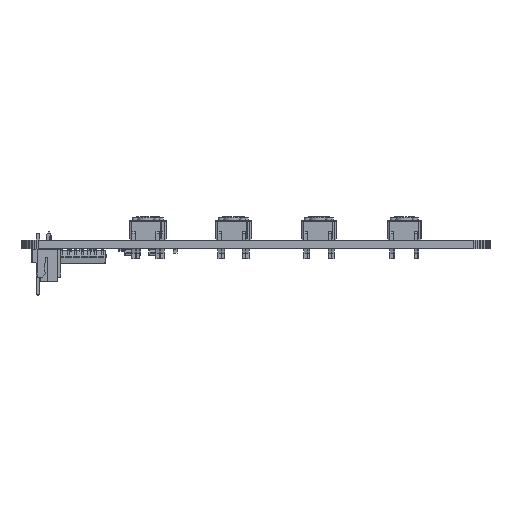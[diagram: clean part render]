
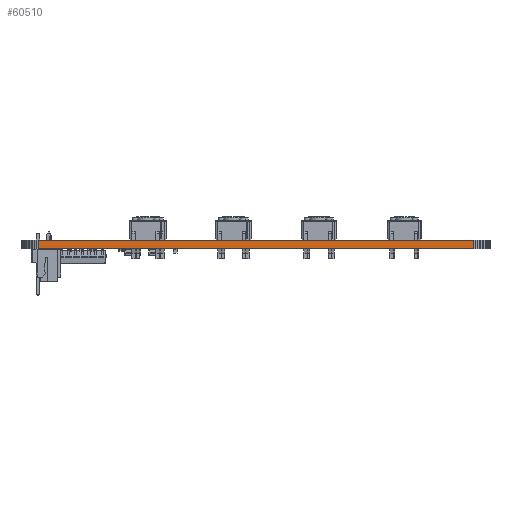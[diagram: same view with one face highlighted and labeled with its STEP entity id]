
A CAD part, left-side view. The second image highlights one B-rep face of the part: STEP entity #60510.
In plain terms, the highlighted planar face has unit normal (-1, 0, 0).
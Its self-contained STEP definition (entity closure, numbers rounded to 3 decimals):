
#51378 = PLANE('',#51379);
#51379 = AXIS2_PLACEMENT_3D('',#51380,#51381,#51382);
#51380 = CARTESIAN_POINT('',(136.5,-102.5,1.6));
#51381 = DIRECTION('',(-0.,-0.,-1.));
#51382 = DIRECTION('',(-1.,0.,0.));
#51432 = PLANE('',#51433);
#51433 = AXIS2_PLACEMENT_3D('',#51434,#51435,#51436);
#51434 = CARTESIAN_POINT('',(136.5,-102.5,0.));
#51435 = DIRECTION('',(-0.,-0.,-1.));
#51436 = DIRECTION('',(-1.,0.,0.));
#52717 = VERTEX_POINT('',#52718);
#52718 = CARTESIAN_POINT('',(88.,-143.,0.));
#52732 = PLANE('',#52733);
#52733 = AXIS2_PLACEMENT_3D('',#52734,#52735,#52736);
#52734 = CARTESIAN_POINT('',(88.019,-143.336,0.));
#52735 = DIRECTION('',(-0.998,-0.056,0.));
#52736 = DIRECTION('',(-0.056,0.998,0.));
#52744 = EDGE_CURVE('',#52717,#52745,#52747,.T.);
#52745 = VERTEX_POINT('',#52746);
#52746 = CARTESIAN_POINT('',(88.,-62.,0.));
#52747 = SURFACE_CURVE('',#52748,(#52752,#52759),.PCURVE_S1.);
#52748 = LINE('',#52749,#52750);
#52749 = CARTESIAN_POINT('',(88.,-143.,0.));
#52750 = VECTOR('',#52751,1.);
#52751 = DIRECTION('',(0.,1.,0.));
#52752 = PCURVE('',#51432,#52753);
#52753 = DEFINITIONAL_REPRESENTATION('',(#52754),#52758);
#52754 = LINE('',#52755,#52756);
#52755 = CARTESIAN_POINT('',(48.5,-40.5));
#52756 = VECTOR('',#52757,1.);
#52757 = DIRECTION('',(0.,1.));
#52758 = ( GEOMETRIC_REPRESENTATION_CONTEXT(2) 
PARAMETRIC_REPRESENTATION_CONTEXT() REPRESENTATION_CONTEXT('2D SPACE',''
  ) );
#52759 = PCURVE('',#52760,#52765);
#52760 = PLANE('',#52761);
#52761 = AXIS2_PLACEMENT_3D('',#52762,#52763,#52764);
#52762 = CARTESIAN_POINT('',(88.,-143.,0.));
#52763 = DIRECTION('',(-1.,0.,0.));
#52764 = DIRECTION('',(0.,1.,0.));
#52765 = DEFINITIONAL_REPRESENTATION('',(#52766),#52770);
#52766 = LINE('',#52767,#52768);
#52767 = CARTESIAN_POINT('',(0.,0.));
#52768 = VECTOR('',#52769,1.);
#52769 = DIRECTION('',(1.,0.));
#52770 = ( GEOMETRIC_REPRESENTATION_CONTEXT(2) 
PARAMETRIC_REPRESENTATION_CONTEXT() REPRESENTATION_CONTEXT('2D SPACE',''
  ) );
#52788 = PLANE('',#52789);
#52789 = AXIS2_PLACEMENT_3D('',#52790,#52791,#52792);
#52790 = CARTESIAN_POINT('',(88.,-62.,0.));
#52791 = DIRECTION('',(-0.998,0.056,0.));
#52792 = DIRECTION('',(0.056,0.998,0.));
#56912 = VERTEX_POINT('',#56913);
#56913 = CARTESIAN_POINT('',(88.,-143.,1.6));
#56934 = EDGE_CURVE('',#56912,#56935,#56937,.T.);
#56935 = VERTEX_POINT('',#56936);
#56936 = CARTESIAN_POINT('',(88.,-62.,1.6));
#56937 = SURFACE_CURVE('',#56938,(#56942,#56949),.PCURVE_S1.);
#56938 = LINE('',#56939,#56940);
#56939 = CARTESIAN_POINT('',(88.,-143.,1.6));
#56940 = VECTOR('',#56941,1.);
#56941 = DIRECTION('',(0.,1.,0.));
#56942 = PCURVE('',#51378,#56943);
#56943 = DEFINITIONAL_REPRESENTATION('',(#56944),#56948);
#56944 = LINE('',#56945,#56946);
#56945 = CARTESIAN_POINT('',(48.5,-40.5));
#56946 = VECTOR('',#56947,1.);
#56947 = DIRECTION('',(0.,1.));
#56948 = ( GEOMETRIC_REPRESENTATION_CONTEXT(2) 
PARAMETRIC_REPRESENTATION_CONTEXT() REPRESENTATION_CONTEXT('2D SPACE',''
  ) );
#56949 = PCURVE('',#52760,#56950);
#56950 = DEFINITIONAL_REPRESENTATION('',(#56951),#56955);
#56951 = LINE('',#56952,#56953);
#56952 = CARTESIAN_POINT('',(0.,-1.6));
#56953 = VECTOR('',#56954,1.);
#56954 = DIRECTION('',(1.,0.));
#56955 = ( GEOMETRIC_REPRESENTATION_CONTEXT(2) 
PARAMETRIC_REPRESENTATION_CONTEXT() REPRESENTATION_CONTEXT('2D SPACE',''
  ) );
#60460 = EDGE_CURVE('',#52745,#56935,#60461,.T.);
#60461 = SURFACE_CURVE('',#60462,(#60466,#60473),.PCURVE_S1.);
#60462 = LINE('',#60463,#60464);
#60463 = CARTESIAN_POINT('',(88.,-62.,0.));
#60464 = VECTOR('',#60465,1.);
#60465 = DIRECTION('',(0.,0.,1.));
#60466 = PCURVE('',#52788,#60467);
#60467 = DEFINITIONAL_REPRESENTATION('',(#60468),#60472);
#60468 = LINE('',#60469,#60470);
#60469 = CARTESIAN_POINT('',(0.,0.));
#60470 = VECTOR('',#60471,1.);
#60471 = DIRECTION('',(0.,-1.));
#60472 = ( GEOMETRIC_REPRESENTATION_CONTEXT(2) 
PARAMETRIC_REPRESENTATION_CONTEXT() REPRESENTATION_CONTEXT('2D SPACE',''
  ) );
#60473 = PCURVE('',#52760,#60474);
#60474 = DEFINITIONAL_REPRESENTATION('',(#60475),#60479);
#60475 = LINE('',#60476,#60477);
#60476 = CARTESIAN_POINT('',(81.,0.));
#60477 = VECTOR('',#60478,1.);
#60478 = DIRECTION('',(0.,-1.));
#60479 = ( GEOMETRIC_REPRESENTATION_CONTEXT(2) 
PARAMETRIC_REPRESENTATION_CONTEXT() REPRESENTATION_CONTEXT('2D SPACE',''
  ) );
#60510 = ADVANCED_FACE('',(#60511),#52760,.T.);
#60511 = FACE_BOUND('',#60512,.T.);
#60512 = EDGE_LOOP('',(#60513,#60534,#60535,#60536));
#60513 = ORIENTED_EDGE('',*,*,#60514,.T.);
#60514 = EDGE_CURVE('',#52717,#56912,#60515,.T.);
#60515 = SURFACE_CURVE('',#60516,(#60520,#60527),.PCURVE_S1.);
#60516 = LINE('',#60517,#60518);
#60517 = CARTESIAN_POINT('',(88.,-143.,0.));
#60518 = VECTOR('',#60519,1.);
#60519 = DIRECTION('',(0.,0.,1.));
#60520 = PCURVE('',#52760,#60521);
#60521 = DEFINITIONAL_REPRESENTATION('',(#60522),#60526);
#60522 = LINE('',#60523,#60524);
#60523 = CARTESIAN_POINT('',(0.,0.));
#60524 = VECTOR('',#60525,1.);
#60525 = DIRECTION('',(0.,-1.));
#60526 = ( GEOMETRIC_REPRESENTATION_CONTEXT(2) 
PARAMETRIC_REPRESENTATION_CONTEXT() REPRESENTATION_CONTEXT('2D SPACE',''
  ) );
#60527 = PCURVE('',#52732,#60528);
#60528 = DEFINITIONAL_REPRESENTATION('',(#60529),#60533);
#60529 = LINE('',#60530,#60531);
#60530 = CARTESIAN_POINT('',(0.336,0.));
#60531 = VECTOR('',#60532,1.);
#60532 = DIRECTION('',(0.,-1.));
#60533 = ( GEOMETRIC_REPRESENTATION_CONTEXT(2) 
PARAMETRIC_REPRESENTATION_CONTEXT() REPRESENTATION_CONTEXT('2D SPACE',''
  ) );
#60534 = ORIENTED_EDGE('',*,*,#56934,.T.);
#60535 = ORIENTED_EDGE('',*,*,#60460,.F.);
#60536 = ORIENTED_EDGE('',*,*,#52744,.F.);
